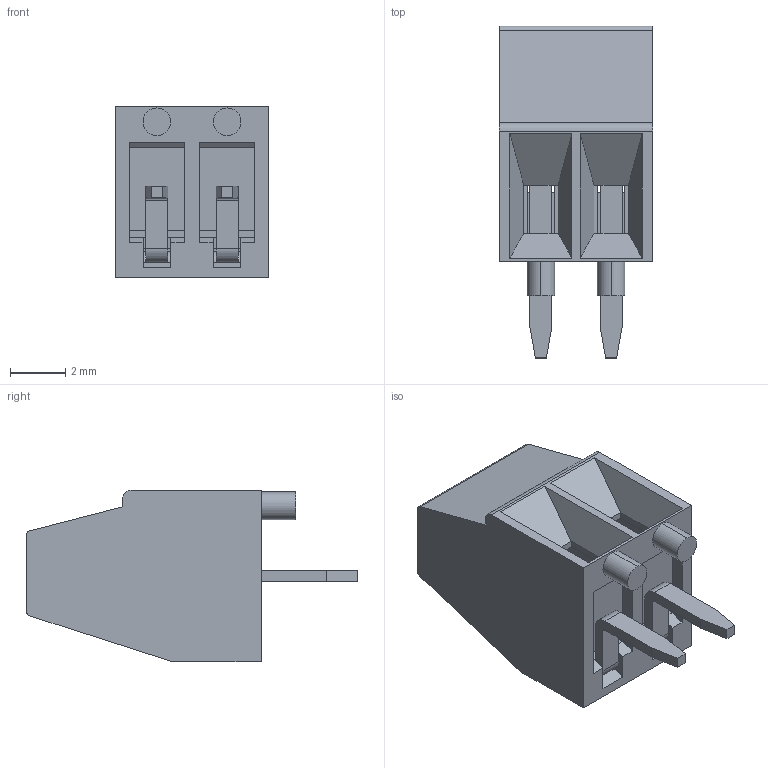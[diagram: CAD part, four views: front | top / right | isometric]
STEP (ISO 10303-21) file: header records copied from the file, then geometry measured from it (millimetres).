
FILE_DESCRIPTION (( 'STEP AP214' ), '1' );
FILE_NAME ('User Library-bornier 2 voies.STEP', '2017-09-17T18:05:35', ( 'Windows User' ), ( '' ), 'SwSTEP 2.0', 'SolidWorks 2017', '' );
FILE_SCHEMA (( 'AUTOMOTIVE_DESIGN' ));
Length unit declared in the file: millimetre
Products named in the file (1): User Library-bornier 2 voies
Bounding box: 5.54 x 12 x 6.2 mm (x, y, z)
Volume: 176.5 mm3; surface area: 680.7 mm2
Topology: 7 solids, 7 shells, 170 faces, 450 edges, 296 vertices
Faces by surface type: plane 129, cylinder 41
Entity records: 5866 total; most frequent: CARTESIAN_POINT 917, ORIENTED_EDGE 900, DIRECTION 886, EDGE_CURVE 450, VECTOR 356, LINE 356, VERTEX_POINT 296, AXIS2_PLACEMENT_3D 265
